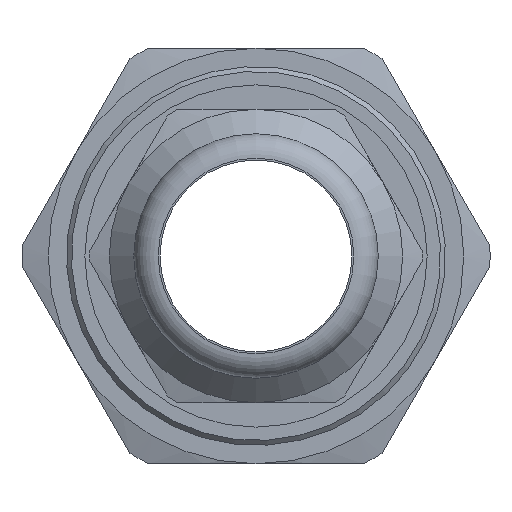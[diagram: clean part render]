
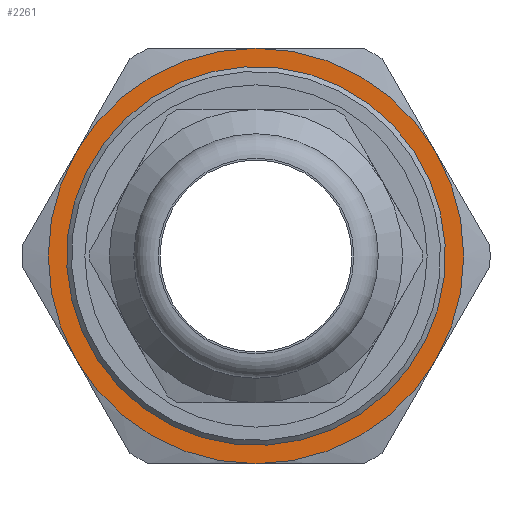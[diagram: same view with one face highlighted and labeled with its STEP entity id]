
A CAD part, left-side view. The second image highlights one B-rep face of the part: STEP entity #2261.
In plain terms, the highlighted planar face has unit normal (-1, 0, 0).
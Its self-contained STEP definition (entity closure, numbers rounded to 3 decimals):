
#1105=CARTESIAN_POINT('',(23.5,7.361,4.25));
#1106=VERTEX_POINT('',#1105);
#1189=CARTESIAN_POINT('',(23.5,7.361,-4.25));
#1190=VERTEX_POINT('',#1189);
#1273=CARTESIAN_POINT('',(23.5,0.,-8.5));
#1274=VERTEX_POINT('',#1273);
#1357=CARTESIAN_POINT('',(23.5,-7.361,-4.25));
#1358=VERTEX_POINT('',#1357);
#1441=CARTESIAN_POINT('',(23.5,-7.361,4.25));
#1442=VERTEX_POINT('',#1441);
#1802=CARTESIAN_POINT('',(23.5,0.0,8.5));
#1803=VERTEX_POINT('',#1802);
#1804=CARTESIAN_POINT('',(23.5,0.0,0.0));
#1805=DIRECTION('',(1.0,0.0,0.0));
#1806=DIRECTION('',(0.0,1.0,0.0));
#1807=AXIS2_PLACEMENT_3D('',#1804,#1805,#1806);
#1808=CIRCLE('',#1807,8.5);
#1809=EDGE_CURVE('',#1106,#1803,#1808,.T.);
#1848=CARTESIAN_POINT('',(23.5,0.0,0.0));
#1849=DIRECTION('',(1.0,0.0,0.0));
#1850=DIRECTION('',(0.0,1.0,0.0));
#1851=AXIS2_PLACEMENT_3D('',#1848,#1849,#1850);
#1852=CIRCLE('',#1851,8.5);
#1853=EDGE_CURVE('',#1803,#1442,#1852,.T.);
#1866=CARTESIAN_POINT('',(23.5,0.0,0.0));
#1867=DIRECTION('',(1.0,0.0,0.0));
#1868=DIRECTION('',(0.0,1.0,0.0));
#1869=AXIS2_PLACEMENT_3D('',#1866,#1867,#1868);
#1870=CIRCLE('',#1869,8.5);
#1871=EDGE_CURVE('',#1442,#1358,#1870,.T.);
#1884=CARTESIAN_POINT('',(23.5,0.0,0.0));
#1885=DIRECTION('',(1.0,0.0,0.0));
#1886=DIRECTION('',(0.0,1.0,0.0));
#1887=AXIS2_PLACEMENT_3D('',#1884,#1885,#1886);
#1888=CIRCLE('',#1887,8.5);
#1889=EDGE_CURVE('',#1358,#1274,#1888,.T.);
#1902=CARTESIAN_POINT('',(23.5,0.0,0.0));
#1903=DIRECTION('',(1.0,0.0,0.0));
#1904=DIRECTION('',(0.0,1.0,0.0));
#1905=AXIS2_PLACEMENT_3D('',#1902,#1903,#1904);
#1906=CIRCLE('',#1905,8.5);
#1907=EDGE_CURVE('',#1274,#1190,#1906,.T.);
#2224=CARTESIAN_POINT('',(23.5,7.,0.0));
#2225=VERTEX_POINT('',#2224);
#2226=CARTESIAN_POINT('',(23.5,0.0,0.0));
#2227=DIRECTION('',(1.0,0.0,0.0));
#2228=DIRECTION('',(0.0,1.0,0.0));
#2229=AXIS2_PLACEMENT_3D('',#2226,#2227,#2228);
#2230=CIRCLE('',#2229,7.);
#2231=EDGE_CURVE('',#2225,#2225,#2230,.T.);
#2239=CARTESIAN_POINT('',(23.5,7.75,0.0));
#2240=DIRECTION('',(-1.0,0.0,0.0));
#2241=DIRECTION('',(0.0,0.0,1.0));
#2242=AXIS2_PLACEMENT_3D('',#2239,#2240,#2241);
#2243=PLANE('',#2242);
#2244=ORIENTED_EDGE('',*,*,#1853,.F.);
#2245=ORIENTED_EDGE('',*,*,#1809,.F.);
#2246=CARTESIAN_POINT('',(23.5,0.0,0.0));
#2247=DIRECTION('',(1.0,0.0,0.0));
#2248=DIRECTION('',(0.0,1.0,0.0));
#2249=AXIS2_PLACEMENT_3D('',#2246,#2247,#2248);
#2250=CIRCLE('',#2249,8.5);
#2251=EDGE_CURVE('',#1190,#1106,#2250,.T.);
#2252=ORIENTED_EDGE('',*,*,#2251,.F.);
#2253=ORIENTED_EDGE('',*,*,#1907,.F.);
#2254=ORIENTED_EDGE('',*,*,#1889,.F.);
#2255=ORIENTED_EDGE('',*,*,#1871,.F.);
#2256=EDGE_LOOP('',(#2244,#2245,#2252,#2253,#2254,#2255));
#2257=FACE_OUTER_BOUND('',#2256,.T.);
#2258=ORIENTED_EDGE('',*,*,#2231,.T.);
#2259=EDGE_LOOP('',(#2258));
#2260=FACE_BOUND('',#2259,.T.);
#2261=ADVANCED_FACE('',(#2257,#2260),#2243,.T.);
